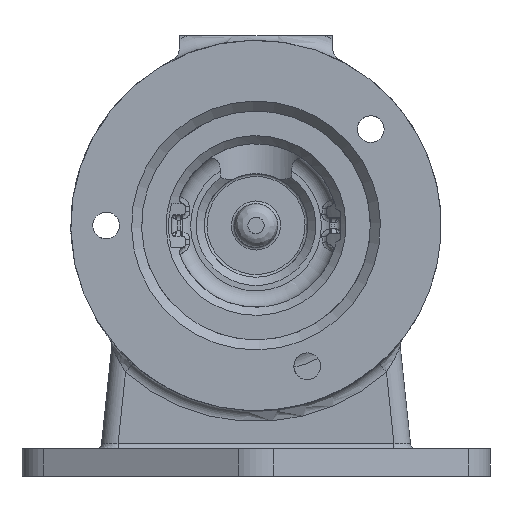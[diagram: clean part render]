
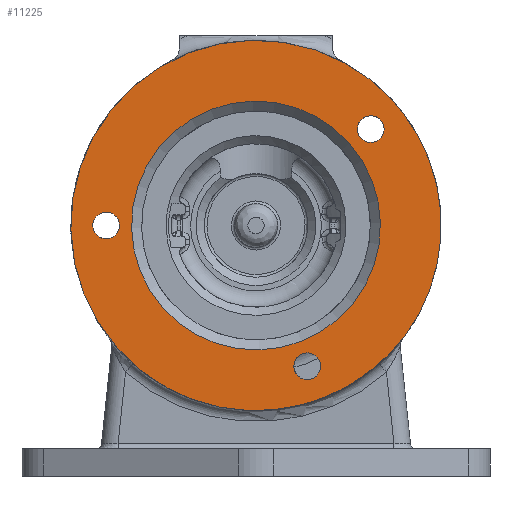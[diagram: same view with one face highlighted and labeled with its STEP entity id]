
A CAD part, front view. The second image highlights one B-rep face of the part: STEP entity #11225.
In plain terms, the highlighted planar face has unit normal (0, -1, 0).
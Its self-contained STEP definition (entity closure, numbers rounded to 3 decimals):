
#45=CARTESIAN_POINT('',(-26.321,-24.5,-32.642));
#46=VERTEX_POINT('',#45);
#47=CARTESIAN_POINT('',(-27.5,-24.5,-34.8));
#48=DIRECTION('',(0.,1.,0.));
#49=DIRECTION('',(0.479,0.,0.878));
#50=AXIS2_PLACEMENT_3D('',#47,#48,#49);
#51=CIRCLE('',#50,2.458);
#52=EDGE_CURVE('',#46,#46,#51,.T.);
#412=CARTESIAN_POINT('',(16.3,-24.5,-4.962));
#413=VERTEX_POINT('',#412);
#414=CARTESIAN_POINT('',(-16.3,-24.5,-64.638));
#415=VERTEX_POINT('',#414);
#416=CARTESIAN_POINT('',(16.3,-24.5,-4.962));
#417=CARTESIAN_POINT('',(18.253,-24.5,-6.029));
#418=CARTESIAN_POINT('',(21.949,-24.5,-8.547));
#419=CARTESIAN_POINT('',(26.649,-24.5,-13.334));
#420=CARTESIAN_POINT('',(30.325,-24.5,-18.945));
#421=CARTESIAN_POINT('',(32.835,-24.5,-25.166));
#422=CARTESIAN_POINT('',(34.084,-24.5,-31.757));
#423=CARTESIAN_POINT('',(34.022,-24.5,-38.465));
#424=CARTESIAN_POINT('',(32.654,-24.5,-45.032));
#425=CARTESIAN_POINT('',(30.03,-24.5,-51.206));
#426=CARTESIAN_POINT('',(26.253,-24.5,-56.749));
#427=CARTESIAN_POINT('',(21.466,-24.5,-61.449));
#428=CARTESIAN_POINT('',(15.855,-24.5,-65.125));
#429=CARTESIAN_POINT('',(9.634,-24.5,-67.635));
#430=CARTESIAN_POINT('',(3.043,-24.5,-68.884));
#431=CARTESIAN_POINT('',(-3.665,-24.5,-68.822));
#432=CARTESIAN_POINT('',(-10.232,-24.5,-67.454));
#433=CARTESIAN_POINT('',(-14.348,-24.5,-65.705));
#434=CARTESIAN_POINT('',(-16.3,-24.5,-64.638));
#435=B_SPLINE_CURVE_WITH_KNOTS('',3,(#416,#417,#418,#419,#420,#421,#422,#423,#424,#425,#426,#427,#428,#429,#430,#431,#432,#433,#434),.UNSPECIFIED.,.F.,.U.,(4,1,1,1,1,1,1,1,1,1,1,1,1,1,1,1,4),(0.0,0.063,0.125,0.188,0.25,0.313,0.375,0.438,0.5,0.563,0.625,0.688,0.75,0.813,0.875,0.938,1.0),.UNSPECIFIED.);
#436=EDGE_CURVE('',#413,#415,#435,.T.);
#438=CARTESIAN_POINT('',(0.,-24.5,-34.8));
#439=DIRECTION('',(0.,1.,0.));
#440=DIRECTION('',(-0.479,0.,-0.878));
#441=AXIS2_PLACEMENT_3D('',#438,#439,#440);
#442=CIRCLE('',#441,34.0);
#443=EDGE_CURVE('',#415,#413,#442,.T.);
#2858=CARTESIAN_POINT('',(8.227,-24.5,-62.799));
#2859=VERTEX_POINT('',#2858);
#2860=CARTESIAN_POINT('',(9.406,-24.5,-60.642));
#2861=DIRECTION('',(0.,1.,0.));
#2862=DIRECTION('',(-0.479,0.,-0.878));
#2863=AXIS2_PLACEMENT_3D('',#2860,#2861,#2862);
#2864=CIRCLE('',#2863,2.458);
#2865=EDGE_CURVE('',#2859,#2859,#2864,.T.);
#2928=CARTESIAN_POINT('',(10.949,-24.5,-14.757));
#2929=VERTEX_POINT('',#2928);
#2930=CARTESIAN_POINT('',(0.,-24.5,-34.8));
#2931=DIRECTION('',(0.,1.,0.));
#2932=DIRECTION('',(0.479,0.,0.878));
#2933=AXIS2_PLACEMENT_3D('',#2930,#2931,#2932);
#2934=CIRCLE('',#2933,22.838);
#2935=EDGE_CURVE('',#2929,#2929,#2934,.T.);
#10973=CARTESIAN_POINT('',(19.881,-24.5,-19.272));
#10974=VERTEX_POINT('',#10973);
#10975=CARTESIAN_POINT('',(21.059,-24.5,-17.115));
#10976=DIRECTION('',(0.,1.,0.));
#10977=DIRECTION('',(-0.479,0.,-0.878));
#10978=AXIS2_PLACEMENT_3D('',#10975,#10976,#10977);
#10979=CIRCLE('',#10978,2.458);
#10980=EDGE_CURVE('',#10974,#10974,#10979,.T.);
#11204=CARTESIAN_POINT('',(37.389,-24.5,-72.189));
#11205=DIRECTION('',(0.,1.,0.));
#11206=DIRECTION('',(-1.0,0.,0.));
#11207=AXIS2_PLACEMENT_3D('',#11204,#11205,#11206);
#11208=PLANE('',#11207);
#11209=ORIENTED_EDGE('',*,*,#443,.F.);
#11210=ORIENTED_EDGE('',*,*,#436,.F.);
#11211=EDGE_LOOP('',(#11209,#11210));
#11212=FACE_OUTER_BOUND('',#11211,.T.);
#11213=ORIENTED_EDGE('',*,*,#52,.T.);
#11214=EDGE_LOOP('',(#11213));
#11215=FACE_BOUND('',#11214,.T.);
#11216=ORIENTED_EDGE('',*,*,#10980,.T.);
#11217=EDGE_LOOP('',(#11216));
#11218=FACE_BOUND('',#11217,.T.);
#11219=ORIENTED_EDGE('',*,*,#2865,.T.);
#11220=EDGE_LOOP('',(#11219));
#11221=FACE_BOUND('',#11220,.T.);
#11222=ORIENTED_EDGE('',*,*,#2935,.T.);
#11223=EDGE_LOOP('',(#11222));
#11224=FACE_BOUND('',#11223,.T.);
#11225=ADVANCED_FACE('',(#11212,#11215,#11218,#11221,#11224),#11208,.F.);
